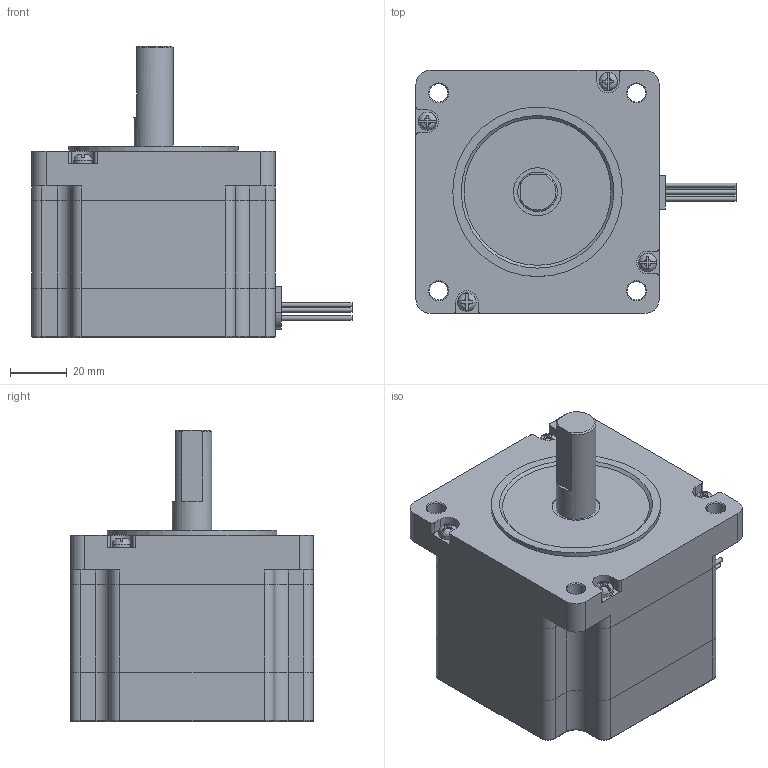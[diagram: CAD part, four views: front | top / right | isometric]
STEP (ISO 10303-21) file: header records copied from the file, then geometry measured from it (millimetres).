
FILE_DESCRIPTION( ( '' ), '1' );
FILE_NAME( 'MS596-A1.stp', '2022-03-28T14:53:56', ( 'Dimamotor' ), ( 'Dimamotor' ), 'PSStep 17.0.49', ' ', ' ' );
FILE_SCHEMA( ( 'AUTOMOTIVE_DESIGN { 1 0 10303 214 1 1 1 1 }' ) );
Length unit declared in the file: millimetre
Products named in the file (4): Assem1; MS59-上蓋; MS59-單軸下蓋; MS596-定子
Assembly tree (3 placements, depth 2):
  Assem1
    MS59-上蓋
    MS59-單軸下蓋
    MS596-定子
Bounding box: 113.2 x 86 x 103 mm (x, y, z)
Volume: 441012.5 mm3; surface area: 68047.9 mm2
Topology: 3 solids, 3 shells, 245 faces, 655 edges, 431 vertices
Faces by surface type: plane 138, cylinder 84, torus 12, cone 7, bspline 4
Full cylindrical faces by diameter (mm): 1.5 x5, 6.5 x8, 14 x1, 17 x1, 20 x3, 60 x1
Entity records: 9788 total; most frequent: CARTESIAN_POINT 1775, DIRECTION 1266, ORIENTED_EDGE 1210, EDGE_CURVE 605, AXIS2_PLACEMENT_3D 460, VERTEX_POINT 409, LINE 346, VECTOR 346
